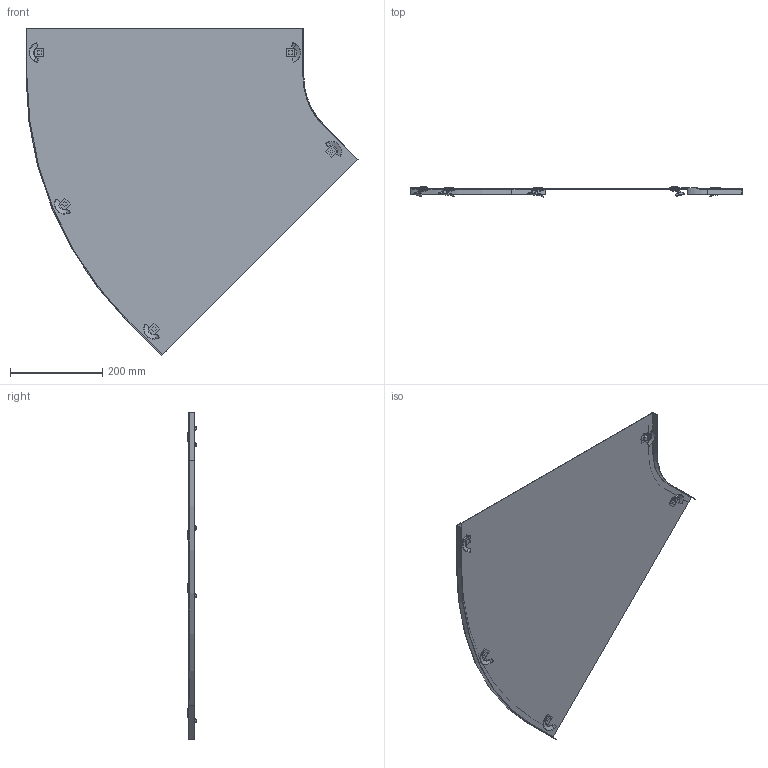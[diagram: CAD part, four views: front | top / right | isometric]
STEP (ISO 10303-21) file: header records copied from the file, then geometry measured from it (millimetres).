
FILE_DESCRIPTION (( 'STEP AP203' ), '1' );
FILE_NAME ('7131909.STEP', '2019-11-04T08:48:37', ( '' ), ( '' ), 'SwSTEP 2.0', 'SolidWorks 2018', '' );
FILE_SCHEMA (( 'CONFIG_CONTROL_DESIGN' ));
Length unit declared in the file: millimetre
Products named in the file (7): 120072_Standard; KTS 08.043-130_R=0752; KTS 08.043-131_Innenwinkel R=148; 7131909; KTS 08.043-122_NB=600 d-16,5 f〉 Helix-Drehriegel; 099600_Standard; 109905_quadratisch
Assembly tree (10 placements, depth 3):
  7131909
    KTS 08.043-122_NB=600 d-16,5 f〉 Helix-Drehriegel
    KTS 08.043-130_R=0752
    KTS 08.043-131_Innenwinkel R=148
    120072_Standard  x5
      099600_Standard
      109905_quadratisch
Bounding box: 721.59 x 21.36 x 710.99 mm (x, y, z)
Volume: 466948.7 mm3; surface area: 755753.8 mm2
Topology: 13 solids, 13 shells, 408 faces, 1136 edges, 759 vertices
Faces by surface type: plane 195, bspline 110, cone 55, cylinder 28, torus 20
Entity records: 6281 total; most frequent: CARTESIAN_POINT 2559, ORIENTED_EDGE 652, DIRECTION 517, EDGE_CURVE 326, VERTEX_POINT 219, AXIS2_PLACEMENT_3D 179, VECTOR 159, LINE 159
